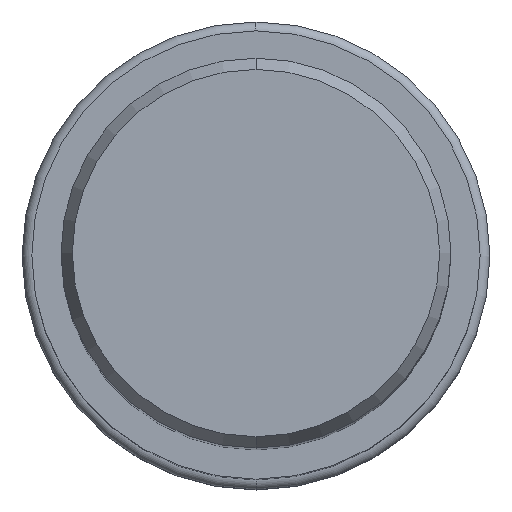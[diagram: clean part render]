
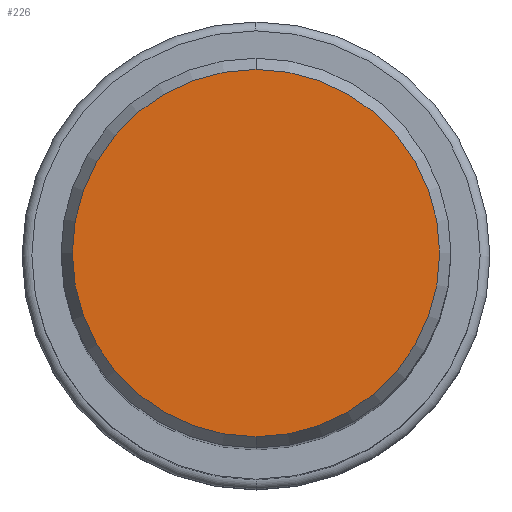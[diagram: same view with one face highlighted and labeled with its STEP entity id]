
A CAD part, top view. The second image highlights one B-rep face of the part: STEP entity #226.
In plain terms, the highlighted planar face has unit normal (0, 0, 1).
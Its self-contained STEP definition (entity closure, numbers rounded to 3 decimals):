
#176=EDGE_CURVE('',#292,#264,#450,.T.);
#226=ADVANCED_FACE('',(#506),#507,.T.);
#264=VERTEX_POINT('',#550);
#292=VERTEX_POINT('',#582);
#330=EDGE_CURVE('',#264,#292,#627,.T.);
#450=CIRCLE('',#749,14.958);
#506=FACE_OUTER_BOUND('',#821,.T.);
#507=PLANE('',#822);
#550=CARTESIAN_POINT('',(0.0,14.958,0.0));
#582=CARTESIAN_POINT('',(0.,-14.958,0.0));
#627=CIRCLE('',#967,14.958);
#749=AXIS2_PLACEMENT_3D('',#1092,#1093,#1094);
#821=EDGE_LOOP('',(#1166,#1167));
#822=AXIS2_PLACEMENT_3D('',#1168,#1169,#1170);
#967=AXIS2_PLACEMENT_3D('',#1349,#1350,#1351);
#1092=CARTESIAN_POINT('',(0.0,0.0,0.0));
#1093=DIRECTION('',(0.0,0.0,-1.0));
#1094=DIRECTION('',(0.0,1.0,0.0));
#1166=ORIENTED_EDGE('',*,*,#330,.F.);
#1167=ORIENTED_EDGE('',*,*,#176,.F.);
#1168=CARTESIAN_POINT('',(0.0,7.479,0.0));
#1169=DIRECTION('',(-0.0,0.0,1.0));
#1170=DIRECTION('',(0.0,-1.0,0.0));
#1349=CARTESIAN_POINT('',(0.0,0.0,0.0));
#1350=DIRECTION('',(0.0,0.0,-1.0));
#1351=DIRECTION('',(0.0,1.0,0.0));
